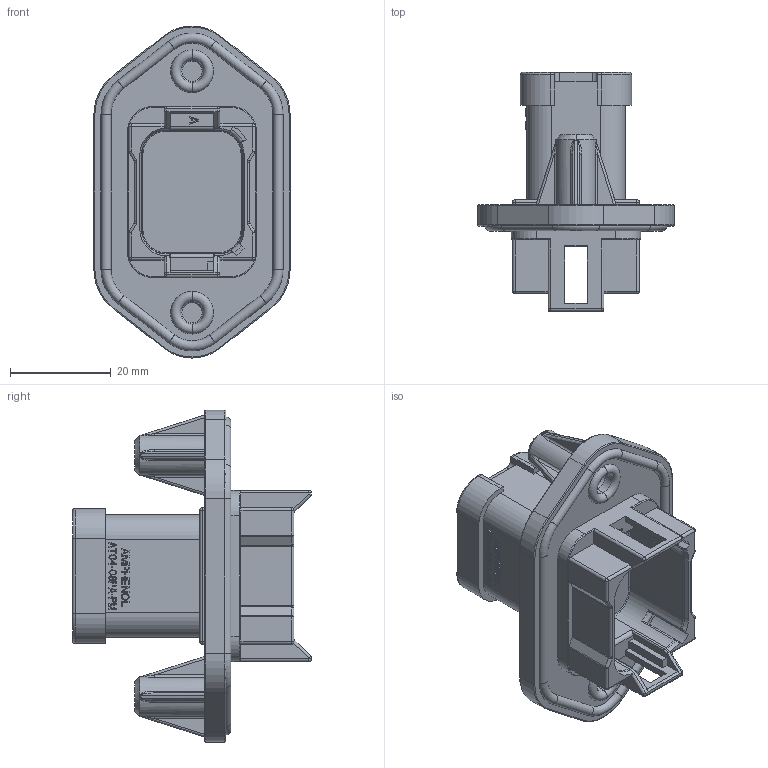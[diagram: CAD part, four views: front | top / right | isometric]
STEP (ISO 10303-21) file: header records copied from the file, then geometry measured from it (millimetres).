
FILE_DESCRIPTION((''),'2;1');
FILE_NAME('PL000308-A','2016-02-26T',('Orion.Li'),(''),'PRO/ENGINEER BY PARAMETRIC TECHNOLOGY CORPORATION, 2013230','PRO/ENGINEER BY PARAMETRIC TECHNOLOGY CORPORATION, 2013230','');
FILE_SCHEMA(('CONFIG_CONTROL_DESIGN'));
Length unit declared in the file: millimetre
Products named in the file (1): PL000308-A
Bounding box: 39 x 47.5 x 66 mm (x, y, z)
Volume: 24800.9 mm3; surface area: 12682.1 mm2
Topology: 1 solids, 1 shells, 1584 faces, 4274 edges, 2788 vertices
Faces by surface type: plane 1193, cylinder 196, bspline 76, torus 70, cone 22, sphere 16, extrusion 11
Entity records: 53190 total; most frequent: CARTESIAN_POINT 13674, ORIENTED_EDGE 8548, DIRECTION 7579, EDGE_CURVE 4274, VECTOR 3469, LINE 3458, VERTEX_POINT 2788, AXIS2_PLACEMENT_3D 2055
